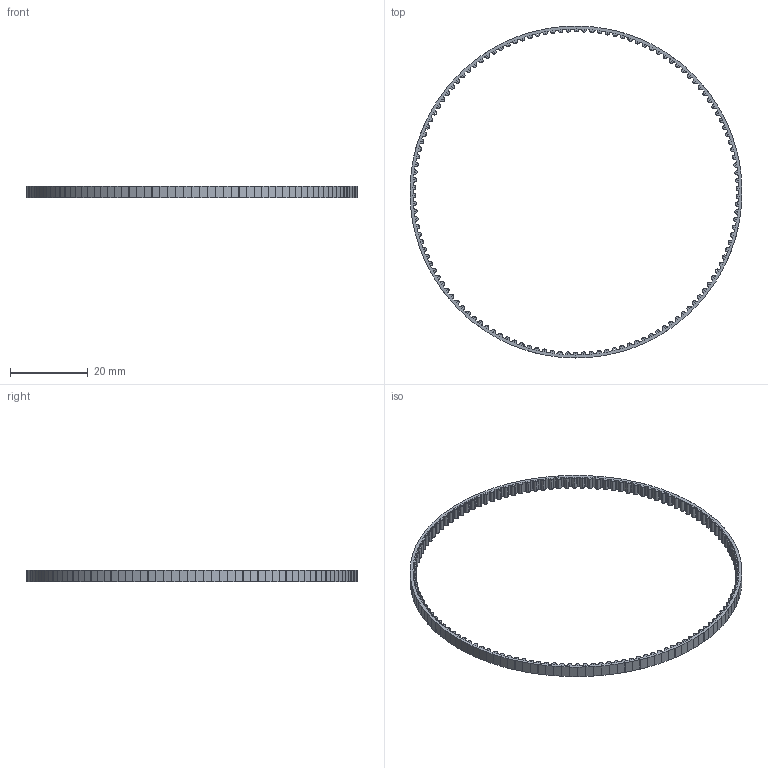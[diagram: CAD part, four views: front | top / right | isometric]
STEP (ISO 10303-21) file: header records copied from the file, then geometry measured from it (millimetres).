
FILE_DESCRIPTION(/* description */ (''),/* implementation_level */ '2;1');
FILE_NAME(/* name */ '00_GT2_TimingBelt_flexible_Modular_Dia_42mm.ipt.step',/* time_stamp */ '2022-11-29T07:40:57+01:00',/* author */ ('diederichbenedict'),/* organization */ (''),/* preprocessor_version */ 'ST-DEVELOPER v18.1',/* originating_system */ 'Autodesk Inventor 2022',/* authorisation */ '');
FILE_SCHEMA (('AUTOMOTIVE_DESIGN { 1 0 10303 214 3 1 1 }'));
Products named in the file (1): 00_GT2_TimingBelt_flexible_Modular_Dia_42mm
Bounding box: 85.6 x 85.62 x 3 mm (x, y, z)
Volume: 887.1 mm3; surface area: 3156.9 mm2
Topology: 1 solids, 1 shells, 1822 faces, 5460 edges, 3640 vertices
Faces by surface type: plane 1042, cylinder 780
Entity records: 61715 total; most frequent: CARTESIAN_POINT 10928, ORIENTED_EDGE 10920, DIRECTION 10666, EDGE_CURVE 5460, LINE 3900, VECTOR 3900, VERTEX_POINT 3640, AXIS2_PLACEMENT_3D 3383
